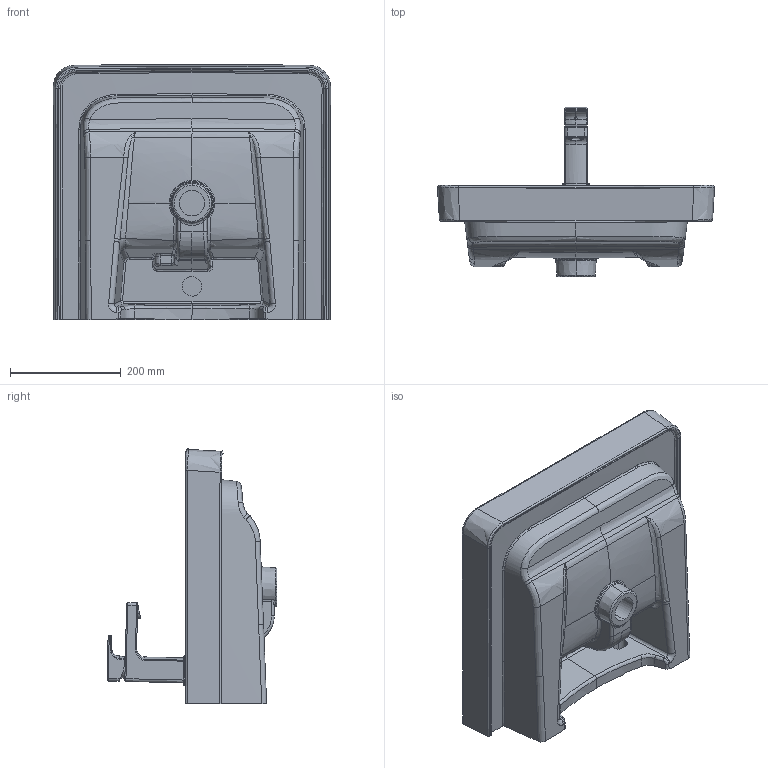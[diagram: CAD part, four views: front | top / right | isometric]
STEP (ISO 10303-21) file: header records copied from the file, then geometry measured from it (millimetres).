
FILE_DESCRIPTION(/* description */ (''),/* implementation_level */ '2;1');
FILE_NAME(/* name */ 'Vivace 50 cm Armaturlu Tapali.stp',/* time_stamp */ '2022-08-06T00:38:03+03:00',/* author */ (''),/* organization */ (''),/* preprocessor_version */ 'ST-DEVELOPER v16.7',/* originating_system */ 'SIEMENS PLM Software NX 12.0',/* authorisation */ '');
FILE_SCHEMA (('AUTOMOTIVE_DESIGN { 1 0 10303 214 3 1 1 1 }'));
Products named in the file (3): model152; Faucet_00153; Vivace_50_Armtr_Tpl_stp
Assembly tree (2 placements, depth 2):
  Vivace_50_Armtr_Tpl_stp
    Faucet_00153
    model152
Bounding box: 499.81 x 306.32 x 460.13 mm (x, y, z)
Volume: 10407636.2 mm3; surface area: 892510.6 mm2
Topology: 3 solids, 6 shells, 447 faces, 1104 edges, 664 vertices
Faces by surface type: bspline 257, cylinder 83, plane 56, torus 39, sphere 6, cone 6
Entity records: 45505 total; most frequent: CARTESIAN_POINT 36821, ORIENTED_EDGE 2192, DIRECTION 1273, EDGE_CURVE 1096, VERTEX_POINT 662, AXIS2_PLACEMENT_3D 550, B_SPLINE_CURVE_WITH_KNOTS 471, EDGE_LOOP 456
